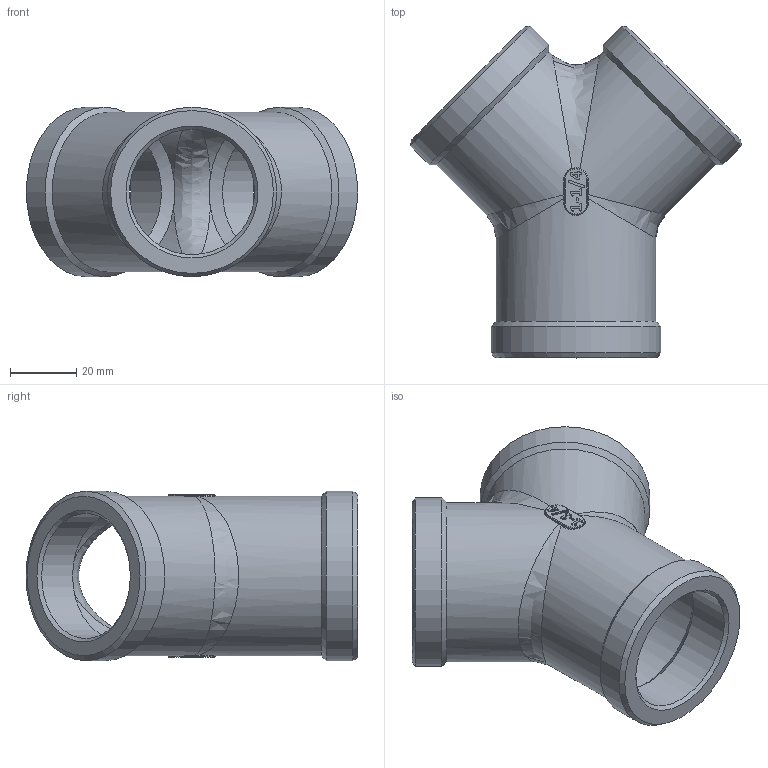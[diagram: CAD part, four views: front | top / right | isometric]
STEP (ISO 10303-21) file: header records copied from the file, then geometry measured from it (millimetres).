
FILE_DESCRIPTION(/* description */ ('Unknown'),/* implementation_level */ '2;1');
FILE_NAME(/* name */ '20201124-R-308-L-013-DN30',/* time_stamp */ '2020-11-27T09:48:57+08:00',/* author */ ('Unknown'),/* organization */ ('Unknown'),/* preprocessor_version */ 'ST-DEVELOPER v16.7',/* originating_system */ 'DEX',/* authorisation */ $);
FILE_SCHEMA (('AUTOMOTIVE_DESIGN {1 0 10303 214 3 1 1}'));
Length unit declared in the file: millimetre
Products named in the file (1): R-308 Y-Tee DN30 - 1-1f4
Bounding box: 99.7 x 99.85 x 51 mm (x, y, z)
Volume: 61909.9 mm3; surface area: 35376.1 mm2
Topology: 1 solids, 1 shells, 141 faces, 359 edges, 219 vertices
Faces by surface type: bspline 55, plane 44, cylinder 26, cone 12, torus 4
Full cylindrical faces by diameter (mm): 37.7 x3, 43.4 x1, 48 x3, 51 x3
Entity records: 6459 total; most frequent: CARTESIAN_POINT 3573, ORIENTED_EDGE 650, DIRECTION 436, EDGE_CURVE 325, VERTEX_POINT 213, EDGE_LOOP 172, FACE_BOUND 172, AXIS2_PLACEMENT_3D 151
